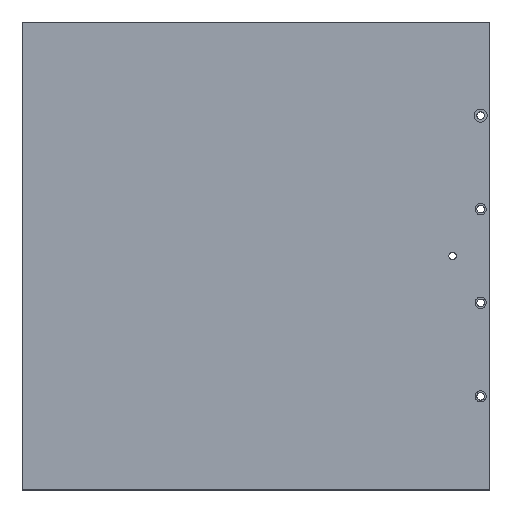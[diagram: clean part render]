
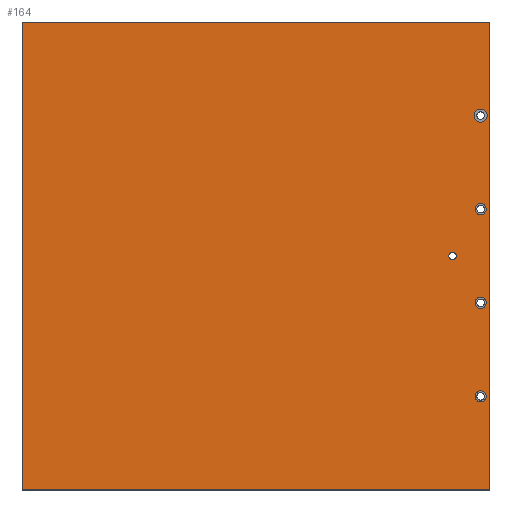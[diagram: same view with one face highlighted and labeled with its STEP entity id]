
A CAD part, top view. The second image highlights one B-rep face of the part: STEP entity #164.
In plain terms, the highlighted planar face has unit normal (0, 0, 1).
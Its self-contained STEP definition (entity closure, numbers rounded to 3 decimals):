
#11 = DIRECTION ( 'NONE',  ( 1., 0., 0. ) ) ;
#37 = EDGE_CURVE ( 'NONE', #564, #391, #759, .T. ) ;
#41 = FACE_BOUND ( 'NONE', #897, .T. ) ;
#46 = VERTEX_POINT ( 'NONE', #237 ) ;
#54 = AXIS2_PLACEMENT_3D ( 'NONE', #479, #251, #1204 ) ;
#58 = CARTESIAN_POINT ( 'NONE',  ( 130.088, -181.309, 10. ) ) ;
#59 = CARTESIAN_POINT ( 'NONE',  ( 121.588, 18.691, 10. ) ) ;
#63 = DIRECTION ( 'NONE',  ( 0., 1., 0. ) ) ;
#82 = VERTEX_POINT ( 'NONE', #803 ) ;
#89 = DIRECTION ( 'NONE',  ( 0., 0., -1. ) ) ;
#115 = CARTESIAN_POINT ( 'NONE',  ( 112.088, -56.309, 10. ) ) ;
#128 = DIRECTION ( 'NONE',  ( -1., 0., 0. ) ) ;
#136 = FACE_BOUND ( 'NONE', #406, .T. ) ;
#137 = VERTEX_POINT ( 'NONE', #844 ) ;
#141 = CIRCLE ( 'NONE', #997, 2. ) ;
#153 = EDGE_CURVE ( 'NONE', #82, #1134, #1128, .T. ) ;
#164 = ADVANCED_FACE ( 'NONE', ( #136, #865, #281, #295, #41, #1063 ), #1026, .T. ) ;
#171 = DIRECTION ( 'NONE',  ( 0., 0., 1. ) ) ;
#176 = CARTESIAN_POINT ( 'NONE',  ( 130.088, 68.691, 10. ) ) ;
#181 = CARTESIAN_POINT ( 'NONE',  ( 125.088, -31.309, 10. ) ) ;
#183 = CARTESIAN_POINT ( 'NONE',  ( 130.088, 68.691, 10. ) ) ;
#192 = DIRECTION ( 'NONE',  ( -1., 0., 0. ) ) ;
#217 = EDGE_CURVE ( 'NONE', #137, #955, #814, .T. ) ;
#222 = DIRECTION ( 'NONE',  ( 0., 0., 1. ) ) ;
#226 = EDGE_CURVE ( 'NONE', #459, #752, #581, .T. ) ;
#235 = DIRECTION ( 'NONE',  ( 0., 0., 1. ) ) ;
#237 = CARTESIAN_POINT ( 'NONE',  ( 108.088, -56.309, 10. ) ) ;
#243 = ORIENTED_EDGE ( 'NONE', *, *, #552, .T. ) ;
#251 = DIRECTION ( 'NONE',  ( 0., 0., 1. ) ) ;
#256 = CARTESIAN_POINT ( 'NONE',  ( 125.088, -81.309, 10. ) ) ;
#257 = EDGE_LOOP ( 'NONE', ( #1076, #670 ) ) ;
#263 = CARTESIAN_POINT ( 'NONE',  ( 0., 0., 10. ) ) ;
#265 = AXIS2_PLACEMENT_3D ( 'NONE', #1074, #222, #709 ) ;
#281 = FACE_BOUND ( 'NONE', #687, .T. ) ;
#282 = LINE ( 'NONE', #825, #785 ) ;
#295 = FACE_BOUND ( 'NONE', #380, .T. ) ;
#296 = CARTESIAN_POINT ( 'NONE',  ( 128.088, -81.309, 10. ) ) ;
#301 = DIRECTION ( 'NONE',  ( 0., 0., 1. ) ) ;
#309 = EDGE_CURVE ( 'NONE', #1134, #1059, #282, .T. ) ;
#314 = CIRCLE ( 'NONE', #1098, 3.5 ) ;
#319 = DIRECTION ( 'NONE',  ( -1., 0., 0. ) ) ;
#323 = CARTESIAN_POINT ( 'NONE',  ( -119.912, 68.691, 10. ) ) ;
#333 = CARTESIAN_POINT ( 'NONE',  ( 128.088, -31.309, 10. ) ) ;
#354 = ORIENTED_EDGE ( 'NONE', *, *, #1045, .T. ) ;
#367 = CARTESIAN_POINT ( 'NONE',  ( 122.088, -131.309, 10. ) ) ;
#373 = ORIENTED_EDGE ( 'NONE', *, *, #1206, .F. ) ;
#380 = EDGE_LOOP ( 'NONE', ( #537, #1056 ) ) ;
#383 = CIRCLE ( 'NONE', #577, 3.5 ) ;
#385 = DIRECTION ( 'NONE',  ( 0., 0., -1. ) ) ;
#391 = VERTEX_POINT ( 'NONE', #1022 ) ;
#406 = EDGE_LOOP ( 'NONE', ( #1208, #354 ) ) ;
#412 = CARTESIAN_POINT ( 'NONE',  ( 125.088, -131.309, 10. ) ) ;
#426 = EDGE_CURVE ( 'NONE', #752, #459, #540, .T. ) ;
#459 = VERTEX_POINT ( 'NONE', #296 ) ;
#474 = LINE ( 'NONE', #183, #1036 ) ;
#479 = CARTESIAN_POINT ( 'NONE',  ( 125.088, -31.309, 10. ) ) ;
#483 = CARTESIAN_POINT ( 'NONE',  ( 110.088, -56.309, 10. ) ) ;
#514 = EDGE_CURVE ( 'NONE', #1059, #538, #474, .T. ) ;
#529 = VERTEX_POINT ( 'NONE', #59 ) ;
#531 = AXIS2_PLACEMENT_3D ( 'NONE', #716, #1127, #614 ) ;
#537 = ORIENTED_EDGE ( 'NONE', *, *, #226, .F. ) ;
#538 = VERTEX_POINT ( 'NONE', #176 ) ;
#540 = CIRCLE ( 'NONE', #685, 3. ) ;
#542 = VERTEX_POINT ( 'NONE', #115 ) ;
#552 = EDGE_CURVE ( 'NONE', #538, #82, #982, .T. ) ;
#556 = ORIENTED_EDGE ( 'NONE', *, *, #514, .T. ) ;
#564 = VERTEX_POINT ( 'NONE', #367 ) ;
#566 = DIRECTION ( 'NONE',  ( 1., 0., 0. ) ) ;
#577 = AXIS2_PLACEMENT_3D ( 'NONE', #757, #1125, #11 ) ;
#581 = CIRCLE ( 'NONE', #531, 3. ) ;
#603 = CARTESIAN_POINT ( 'NONE',  ( 122.088, -81.309, 10. ) ) ;
#612 = ORIENTED_EDGE ( 'NONE', *, *, #217, .F. ) ;
#614 = DIRECTION ( 'NONE',  ( 1., 0., 0. ) ) ;
#630 = EDGE_LOOP ( 'NONE', ( #863, #978, #556, #243 ) ) ;
#631 = DIRECTION ( 'NONE',  ( 0., 0., 1. ) ) ;
#633 = AXIS2_PLACEMENT_3D ( 'NONE', #181, #301, #739 ) ;
#670 = ORIENTED_EDGE ( 'NONE', *, *, #909, .F. ) ;
#671 = CIRCLE ( 'NONE', #763, 3. ) ;
#674 = VERTEX_POINT ( 'NONE', #758 ) ;
#681 = DIRECTION ( 'NONE',  ( 1., 0., 0. ) ) ;
#685 = AXIS2_PLACEMENT_3D ( 'NONE', #256, #631, #566 ) ;
#687 = EDGE_LOOP ( 'NONE', ( #788, #1148 ) ) ;
#697 = VECTOR ( 'NONE', #319, 1000. ) ;
#709 = DIRECTION ( 'NONE',  ( 1., 0., 0. ) ) ;
#716 = CARTESIAN_POINT ( 'NONE',  ( 125.088, -81.309, 10. ) ) ;
#739 = DIRECTION ( 'NONE',  ( 1., 0., 0. ) ) ;
#747 = DIRECTION ( 'NONE',  ( 0., -1., 0. ) ) ;
#752 = VERTEX_POINT ( 'NONE', #603 ) ;
#757 = CARTESIAN_POINT ( 'NONE',  ( 125.088, 18.691, 10. ) ) ;
#758 = CARTESIAN_POINT ( 'NONE',  ( 128.588, 18.691, 10. ) ) ;
#759 = CIRCLE ( 'NONE', #265, 3. ) ;
#763 = AXIS2_PLACEMENT_3D ( 'NONE', #412, #235, #681 ) ;
#771 = AXIS2_PLACEMENT_3D ( 'NONE', #263, #171, #1199 ) ;
#785 = VECTOR ( 'NONE', #1210, 1000. ) ;
#788 = ORIENTED_EDGE ( 'NONE', *, *, #1097, .F. ) ;
#803 = CARTESIAN_POINT ( 'NONE',  ( -119.912, 68.691, 10. ) ) ;
#814 = CIRCLE ( 'NONE', #54, 3. ) ;
#825 = CARTESIAN_POINT ( 'NONE',  ( -119.912, -181.309, 10. ) ) ;
#844 = CARTESIAN_POINT ( 'NONE',  ( 122.088, -31.309, 10. ) ) ;
#855 = DIRECTION ( 'NONE',  ( 1., 0., 0. ) ) ;
#863 = ORIENTED_EDGE ( 'NONE', *, *, #153, .T. ) ;
#865 = FACE_BOUND ( 'NONE', #257, .T. ) ;
#879 = CARTESIAN_POINT ( 'NONE',  ( 125.088, 18.691, 10. ) ) ;
#892 = AXIS2_PLACEMENT_3D ( 'NONE', #483, #89, #192 ) ;
#897 = EDGE_LOOP ( 'NONE', ( #373, #612 ) ) ;
#909 = EDGE_CURVE ( 'NONE', #529, #674, #314, .T. ) ;
#931 = CIRCLE ( 'NONE', #633, 3. ) ;
#955 = VERTEX_POINT ( 'NONE', #333 ) ;
#963 = CARTESIAN_POINT ( 'NONE',  ( -119.912, -181.309, 10. ) ) ;
#968 = DIRECTION ( 'NONE',  ( 0., 0., 1. ) ) ;
#978 = ORIENTED_EDGE ( 'NONE', *, *, #309, .T. ) ;
#980 = EDGE_CURVE ( 'NONE', #46, #542, #141, .T. ) ;
#982 = LINE ( 'NONE', #323, #697 ) ;
#983 = CARTESIAN_POINT ( 'NONE',  ( 110.088, -56.309, 10. ) ) ;
#997 = AXIS2_PLACEMENT_3D ( 'NONE', #983, #385, #128 ) ;
#1007 = CARTESIAN_POINT ( 'NONE',  ( -119.912, 68.691, 10. ) ) ;
#1022 = CARTESIAN_POINT ( 'NONE',  ( 128.088, -131.309, 10. ) ) ;
#1026 = PLANE ( 'NONE',  #771 ) ;
#1036 = VECTOR ( 'NONE', #63, 1000. ) ;
#1045 = EDGE_CURVE ( 'NONE', #542, #46, #1066, .T. ) ;
#1056 = ORIENTED_EDGE ( 'NONE', *, *, #426, .F. ) ;
#1059 = VERTEX_POINT ( 'NONE', #58 ) ;
#1063 = FACE_OUTER_BOUND ( 'NONE', #630, .T. ) ;
#1066 = CIRCLE ( 'NONE', #892, 2. ) ;
#1074 = CARTESIAN_POINT ( 'NONE',  ( 125.088, -131.309, 10. ) ) ;
#1076 = ORIENTED_EDGE ( 'NONE', *, *, #1247, .F. ) ;
#1084 = VECTOR ( 'NONE', #747, 1000. ) ;
#1097 = EDGE_CURVE ( 'NONE', #391, #564, #671, .T. ) ;
#1098 = AXIS2_PLACEMENT_3D ( 'NONE', #879, #968, #855 ) ;
#1125 = DIRECTION ( 'NONE',  ( 0., 0., 1. ) ) ;
#1127 = DIRECTION ( 'NONE',  ( 0., 0., 1. ) ) ;
#1128 = LINE ( 'NONE', #1007, #1084 ) ;
#1134 = VERTEX_POINT ( 'NONE', #963 ) ;
#1148 = ORIENTED_EDGE ( 'NONE', *, *, #37, .F. ) ;
#1199 = DIRECTION ( 'NONE',  ( 1., 0., 0. ) ) ;
#1204 = DIRECTION ( 'NONE',  ( 1., 0., 0. ) ) ;
#1206 = EDGE_CURVE ( 'NONE', #955, #137, #931, .T. ) ;
#1208 = ORIENTED_EDGE ( 'NONE', *, *, #980, .T. ) ;
#1210 = DIRECTION ( 'NONE',  ( 1., 0., 0. ) ) ;
#1247 = EDGE_CURVE ( 'NONE', #674, #529, #383, .T. ) ;
